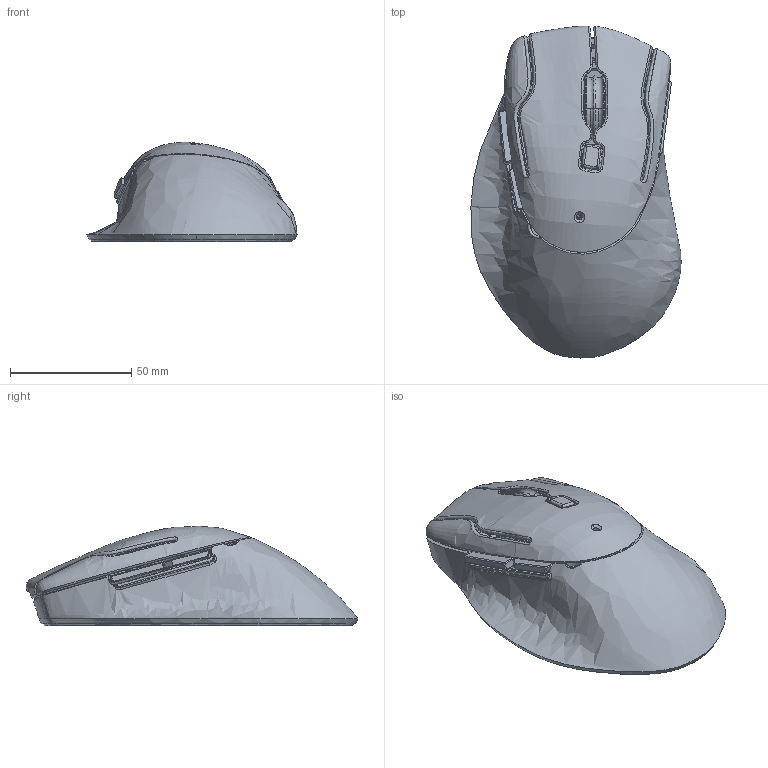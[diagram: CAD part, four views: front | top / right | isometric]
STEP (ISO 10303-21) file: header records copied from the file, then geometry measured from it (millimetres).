
FILE_DESCRIPTION (( 'STEP AP203' ), '1' );
FILE_NAME ('Mouse-Rev-OO.STEP', '2025-04-16T08:17:30', ( '' ), ( '' ), 'SwSTEP 2.0', 'SolidWorks 2020', '' );
FILE_SCHEMA (( 'CONFIG_CONTROL_DESIGN' ));
Products named in the file (5): Mouse-Rev-OO; RightButtons; MousePlasticParts; ScrollWheelSpring; ScrollWheel
Assembly tree (4 placements, depth 2):
  Mouse-Rev-OO
    ScrollWheel
    ScrollWheelSpring
    MousePlasticParts
    RightButtons
Bounding box: 86.82 x 137.12 x 41.08 mm (x, y, z)
Volume: 107632.4 mm3; surface area: 76981.5 mm2
Topology: 10 solids, 10 shells, 2872 faces, 7992 edges, 5132 vertices
Faces by surface type: cylinder 881, plane 881, bspline 578, cone 427, torus 96, sphere 9
Entity records: 303041 total; most frequent: CARTESIAN_POINT 235206, ORIENTED_EDGE 15932, DIRECTION 11589, EDGE_CURVE 7966, VERTEX_POINT 5131, AXIS2_PLACEMENT_3D 4192, VECTOR 3205, LINE 3205
